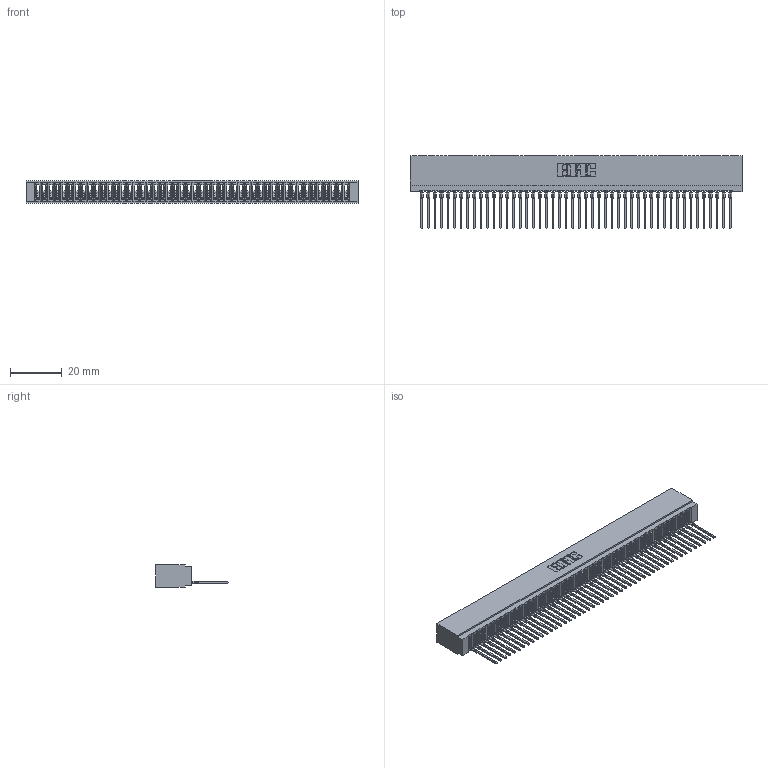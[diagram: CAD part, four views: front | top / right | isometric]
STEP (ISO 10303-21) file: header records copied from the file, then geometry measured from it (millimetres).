
FILE_DESCRIPTION (( 'STEP AP203' ), '1' );
FILE_NAME ('725-048-540-101.STEP', '2026-03-05T23:09:41', ( '' ), ( '' ), 'SwSTEP 2.0', 'SolidWorks 2023', '' );
FILE_SCHEMA (( 'CONFIG_CONTROL_DESIGN' ));
Length unit declared in the file: millimetre
Products named in the file (3): 725 Part_Insulator Option - 01; 725-048-540-101; 745-292-001_540
Assembly tree (49 placements, depth 2):
  725-048-540-101
    725 Part_Insulator Option - 01
    745-292-001_540  x48
Bounding box: 128.52 x 28.21 x 8.89 mm (x, y, z)
Volume: 9833.4 mm3; surface area: 19558.4 mm2
Topology: 49 solids, 49 shells, 5471 faces, 15038 edges, 9480 vertices
Faces by surface type: plane 3271, bspline 960, cylinder 952, torus 288
Entity records: 78418 total; most frequent: CARTESIAN_POINT 14319, ORIENTED_EDGE 13814, DIRECTION 11969, EDGE_CURVE 6907, LINE 6437, VECTOR 6437, VERTEX_POINT 4404, AXIS2_PLACEMENT_3D 2766
